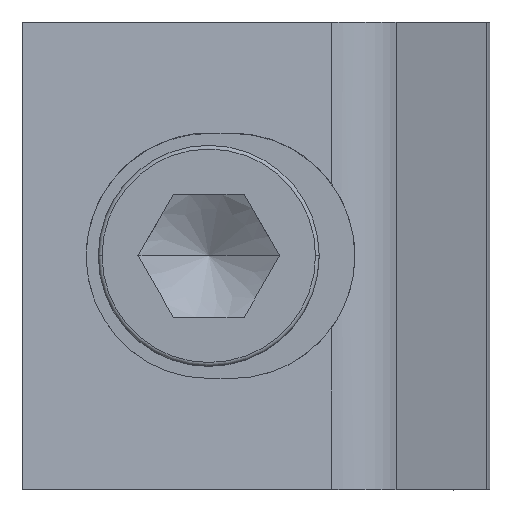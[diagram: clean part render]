
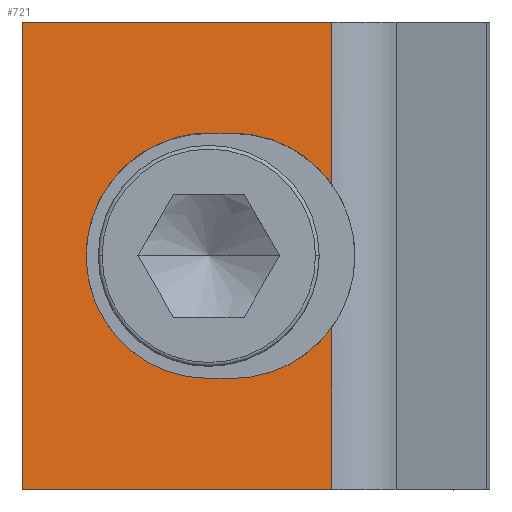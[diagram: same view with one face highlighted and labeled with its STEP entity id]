
A CAD part, top view. The second image highlights one B-rep face of the part: STEP entity #721.
In plain terms, the highlighted planar face has unit normal (0.079, 0, 0.997).
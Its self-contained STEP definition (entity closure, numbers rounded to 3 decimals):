
#337=VERTEX_POINT('',#933);
#349=VERTEX_POINT('',#949);
#363=EDGE_CURVE('',#817,#901,#966,.T.);
#379=EDGE_CURVE('',#529,#397,#983,.T.);
#397=VERTEX_POINT('',#1003);
#439=EDGE_CURVE('',#349,#901,#1049,.T.);
#459=EDGE_CURVE('',#397,#779,#1070,.T.);
#487=VERTEX_POINT('',#1103);
#529=VERTEX_POINT('',#1147);
#559=EDGE_CURVE('',#337,#529,#1181,.T.);
#577=EDGE_CURVE('',#779,#733,#1200,.T.);
#721=ADVANCED_FACE('',(#1363),#1364,.T.);
#733=VERTEX_POINT('',#1376);
#771=EDGE_CURVE('',#817,#337,#1420,.T.);
#779=VERTEX_POINT('',#1429);
#789=EDGE_CURVE('',#733,#487,#1441,.T.);
#815=VERTEX_POINT('',#1468);
#817=VERTEX_POINT('',#1470);
#821=EDGE_CURVE('',#487,#815,#1475,.T.);
#871=EDGE_CURVE('',#815,#349,#1527,.T.);
#901=VERTEX_POINT('',#1557);
#933=CARTESIAN_POINT('',(1.91,-10.0,24.438));
#949=CARTESIAN_POINT('',(-15.2,-19.05,25.8));
#966=LINE('',#1627,#1628);
#983=ELLIPSE('',#1654,10.032,10.0);
#1003=CARTESIAN_POINT('',(0.,10.0,24.59));
#1049=LINE('',#1754,#1755);
#1070=LINE('',#1786,#1787);
#1103=CARTESIAN_POINT('',(10.012,19.05,23.794));
#1147=CARTESIAN_POINT('',(0.,-10.0,24.59));
#1181=LINE('',#1969,#1970);
#1200=ELLIPSE('',#2017,10.032,10.0);
#1363=FACE_OUTER_BOUND('',#2259,.T.);
#1364=PLANE('',#2260);
#1376=CARTESIAN_POINT('',(10.012,5.862,23.794));
#1420=ELLIPSE('',#2342,10.032,10.0);
#1429=CARTESIAN_POINT('',(1.91,10.0,24.438));
#1441=LINE('',#2367,#2368);
#1468=CARTESIAN_POINT('',(-15.2,19.05,25.8));
#1470=CARTESIAN_POINT('',(10.012,-5.862,23.794));
#1475=LINE('',#2415,#2416);
#1527=LINE('',#2485,#2486);
#1557=CARTESIAN_POINT('',(10.012,-19.05,23.794));
#1627=CARTESIAN_POINT('',(10.012,0.,23.794));
#1628=VECTOR('',#2589,1.0);
#1654=AXIS2_PLACEMENT_3D('',#2607,#2608,#2609);
#1754=CARTESIAN_POINT('',(10.012,-19.05,23.794));
#1755=VECTOR('',#2701,1.0);
#1786=CARTESIAN_POINT('',(5.492,10.0,24.153));
#1787=VECTOR('',#2722,1.0);
#1969=CARTESIAN_POINT('',(-6.165,-10.0,25.081));
#1970=VECTOR('',#2857,1.0);
#2017=AXIS2_PLACEMENT_3D('',#2872,#2873,#2874);
#2259=EDGE_LOOP('',(#3065,#3066,#3067,#3068,#3069,#3070,#3071,#3072,#3073,#3074));
#2260=AXIS2_PLACEMENT_3D('',#3075,#3076,#3077);
#2342=AXIS2_PLACEMENT_3D('',#3141,#3142,#3143);
#2367=CARTESIAN_POINT('',(10.012,0.,23.794));
#2368=VECTOR('',#3173,1.0);
#2415=CARTESIAN_POINT('',(10.012,19.05,23.794));
#2416=VECTOR('',#3207,1.0);
#2485=CARTESIAN_POINT('',(-15.2,0.,25.8));
#2486=VECTOR('',#3257,1.0);
#2589=DIRECTION('',(0.0,-1.0,0.));
#2607=CARTESIAN_POINT('',(0.,0.0,24.59));
#2608=DIRECTION('',(-0.079,0.,-0.997));
#2609=DIRECTION('',(-0.997,0.0,0.079));
#2701=DIRECTION('',(0.997,0.,-0.079));
#2722=DIRECTION('',(0.997,0.0,-0.079));
#2857=DIRECTION('',(-0.997,0.0,0.079));
#2872=CARTESIAN_POINT('',(1.91,0.0,24.438));
#2873=DIRECTION('',(-0.079,0.,-0.997));
#2874=DIRECTION('',(0.997,0.0,-0.079));
#3065=ORIENTED_EDGE('',*,*,#379,.T.);
#3066=ORIENTED_EDGE('',*,*,#459,.T.);
#3067=ORIENTED_EDGE('',*,*,#577,.T.);
#3068=ORIENTED_EDGE('',*,*,#789,.T.);
#3069=ORIENTED_EDGE('',*,*,#821,.T.);
#3070=ORIENTED_EDGE('',*,*,#871,.T.);
#3071=ORIENTED_EDGE('',*,*,#439,.T.);
#3072=ORIENTED_EDGE('',*,*,#363,.F.);
#3073=ORIENTED_EDGE('',*,*,#771,.T.);
#3074=ORIENTED_EDGE('',*,*,#559,.T.);
#3075=CARTESIAN_POINT('',(-15.2,0.,25.8));
#3076=DIRECTION('',(0.079,0.,0.997));
#3077=DIRECTION('',(0.0,-1.0,0.));
#3141=CARTESIAN_POINT('',(1.91,0.0,24.438));
#3142=DIRECTION('',(-0.079,0.,-0.997));
#3143=DIRECTION('',(0.997,0.0,-0.079));
#3173=DIRECTION('',(0.0,1.0,0.));
#3207=DIRECTION('',(-0.997,0.,0.079));
#3257=DIRECTION('',(0.0,-1.0,0.));
